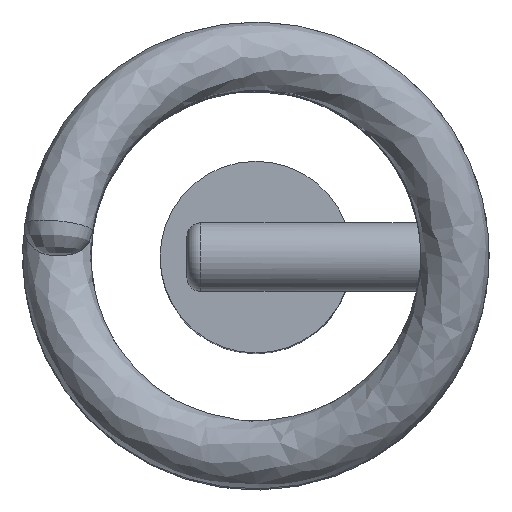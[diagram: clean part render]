
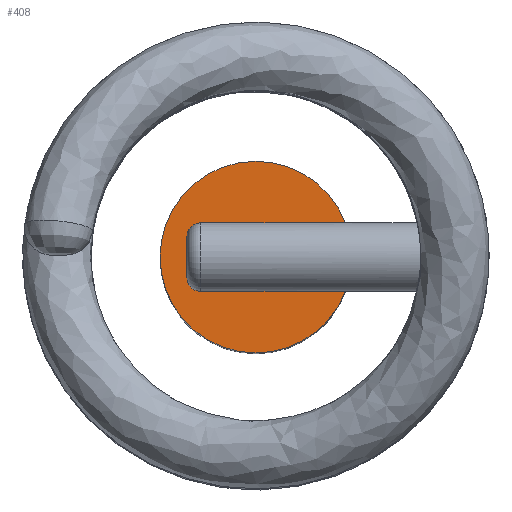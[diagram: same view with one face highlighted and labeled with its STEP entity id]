
A CAD part, top view. The second image highlights one B-rep face of the part: STEP entity #408.
In plain terms, the highlighted planar face has unit normal (0, 0, 1).
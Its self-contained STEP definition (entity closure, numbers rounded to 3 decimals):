
#16=LINE('',#1483,#37);
#17=LINE('',#1484,#38);
#18=LINE('',#1515,#39);
#37=VECTOR('',#506,10.);
#38=VECTOR('',#507,10.);
#39=VECTOR('',#510,10.);
#64=PLANE('',#451);
#85=FACE_OUTER_BOUND('',#109,.T.);
#109=EDGE_LOOP('',(#311,#312,#313,#314,#315,#316,#317));
#149=CIRCLE('',#445,1.);
#151=CIRCLE('',#447,1.);
#153=CIRCLE('',#452,6.98);
#154=CIRCLE('',#453,6.98);
#180=VERTEX_POINT('',#1433);
#181=VERTEX_POINT('',#1434);
#182=VERTEX_POINT('',#1436);
#183=VERTEX_POINT('',#1438);
#185=VERTEX_POINT('',#1459);
#187=VERTEX_POINT('',#1472);
#189=VERTEX_POINT('',#1517);
#224=EDGE_CURVE('',#180,#181,#149,.F.);
#226=EDGE_CURVE('',#182,#183,#151,.F.);
#232=EDGE_CURVE('',#182,#187,#16,.T.);
#233=EDGE_CURVE('',#185,#181,#17,.T.);
#236=EDGE_CURVE('',#180,#183,#18,.T.);
#237=EDGE_CURVE('',#187,#189,#153,.T.);
#238=EDGE_CURVE('',#189,#185,#154,.T.);
#311=ORIENTED_EDGE('',*,*,#233,.T.);
#312=ORIENTED_EDGE('',*,*,#224,.F.);
#313=ORIENTED_EDGE('',*,*,#236,.T.);
#314=ORIENTED_EDGE('',*,*,#226,.F.);
#315=ORIENTED_EDGE('',*,*,#232,.T.);
#316=ORIENTED_EDGE('',*,*,#237,.T.);
#317=ORIENTED_EDGE('',*,*,#238,.T.);
#408=ADVANCED_FACE('',(#85),#64,.T.);
#445=AXIS2_PLACEMENT_3D('',#1435,#495,#496);
#447=AXIS2_PLACEMENT_3D('',#1439,#499,#500);
#451=AXIS2_PLACEMENT_3D('',#1516,#511,#512);
#452=AXIS2_PLACEMENT_3D('',#1518,#513,#514);
#453=AXIS2_PLACEMENT_3D('',#1519,#515,#516);
#495=DIRECTION('center_axis',(0.,0.,-1.));
#496=DIRECTION('ref_axis',(0.,-1.,0.));
#499=DIRECTION('center_axis',(0.,0.,-1.));
#500=DIRECTION('ref_axis',(0.,1.,0.));
#506=DIRECTION('',(1.,0.,0.));
#507=DIRECTION('',(-1.,0.,0.));
#510=DIRECTION('',(0.,1.,0.));
#511=DIRECTION('center_axis',(0.,0.,1.));
#512=DIRECTION('ref_axis',(1.,0.,0.));
#513=DIRECTION('center_axis',(0.,0.,1.));
#514=DIRECTION('ref_axis',(1.,0.,0.));
#515=DIRECTION('center_axis',(0.,0.,1.));
#516=DIRECTION('ref_axis',(1.,0.,0.));
#1433=CARTESIAN_POINT('',(-5.02,-1.5,0.));
#1434=CARTESIAN_POINT('',(-4.02,-2.5,0.));
#1435=CARTESIAN_POINT('Origin',(-4.02,-1.5,0.));
#1436=CARTESIAN_POINT('',(-4.02,2.5,0.));
#1438=CARTESIAN_POINT('',(-5.02,1.5,0.));
#1439=CARTESIAN_POINT('Origin',(-4.02,1.5,0.));
#1459=CARTESIAN_POINT('',(6.517,-2.5,0.));
#1472=CARTESIAN_POINT('',(6.517,2.5,0.));
#1483=CARTESIAN_POINT('',(6.98,2.5,0.));
#1484=CARTESIAN_POINT('',(6.98,-2.5,0.));
#1515=CARTESIAN_POINT('',(-5.02,0.,0.));
#1516=CARTESIAN_POINT('Origin',(0.,0.,0.));
#1517=CARTESIAN_POINT('',(-6.98,0.,0.));
#1518=CARTESIAN_POINT('Origin',(0.,0.,0.));
#1519=CARTESIAN_POINT('Origin',(0.,0.,0.));
